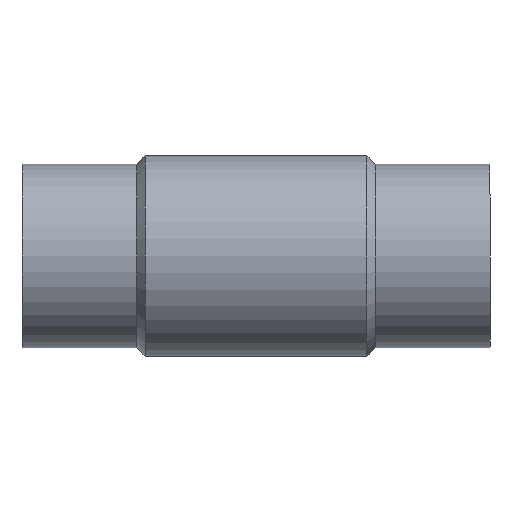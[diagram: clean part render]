
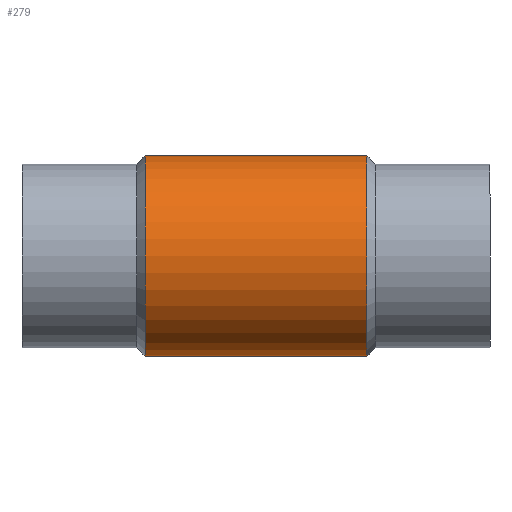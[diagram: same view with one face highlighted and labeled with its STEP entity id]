
A CAD part, front view. The second image highlights one B-rep face of the part: STEP entity #279.
In plain terms, the highlighted cylindrical face has radius 87.3 mm (diameter 174.6 mm), a full revolution.
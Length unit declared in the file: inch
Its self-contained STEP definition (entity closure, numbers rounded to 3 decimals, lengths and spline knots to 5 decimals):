
#55 = EDGE_CURVE ( 'NONE', #420, #420, #178, .T. ) ;
#84 = DIRECTION ( 'NONE',  ( 1., 0., 0. ) ) ;
#92 = CARTESIAN_POINT ( 'NONE',  ( -13.07959, 14.00148, 14.56973 ) ) ;
#100 = VERTEX_POINT ( 'NONE', #336 ) ;
#125 = FACE_OUTER_BOUND ( 'NONE', #233, .T. ) ;
#149 = FACE_BOUND ( 'NONE', #364, .T. ) ;
#178 = CIRCLE ( 'NONE', #439, 3.43701 ) ;
#180 = CARTESIAN_POINT ( 'NONE',  ( -6.20557, 7.12747, 18.00674 ) ) ;
#192 = CARTESIAN_POINT ( 'NONE',  ( -6.20557, 7.12747, 21.44375 ) ) ;
#195 = CIRCLE ( 'NONE', #209, 3.43701 ) ;
#197 = CARTESIAN_POINT ( 'NONE',  ( -6.20557, 7.12747, 21.44375 ) ) ;
#209 = AXIS2_PLACEMENT_3D ( 'NONE', #460, #404, #410 ) ;
#210 = VERTEX_POINT ( 'NONE', #571 ) ;
#233 = EDGE_LOOP ( 'NONE', ( #310 ) ) ;
#247 = CARTESIAN_POINT ( 'NONE',  ( -2.39849, 10.56447, 18.00674 ) ) ;
#263 = VERTEX_POINT ( 'NONE', #457 ) ;
#279 = ADVANCED_FACE ( 'NONE', ( #149, #367, #125 ), #546, .T. ) ;
#291 =( BOUNDED_CURVE ( )  B_SPLINE_CURVE ( 3, ( #197, #659, #92, #519 ),
 .UNSPECIFIED., .F., .F. ) 
 B_SPLINE_CURVE_WITH_KNOTS ( ( 4, 4 ),
 ( 1.5708, 4.71239 ),
 .UNSPECIFIED. ) 
 CURVE ( )  GEOMETRIC_REPRESENTATION_ITEM ( )  RATIONAL_B_SPLINE_CURVE ( ( 1., 0.333, 0.333, 1. ) ) 
 REPRESENTATION_ITEM ( '' )  );
#305 = CARTESIAN_POINT ( 'NONE',  ( 0.66844, 14.00148, 21.44375 ) ) ;
#306 = CARTESIAN_POINT ( 'NONE',  ( -2.39849, 7.12747, 18.00674 ) ) ;
#310 = ORIENTED_EDGE ( 'NONE', *, *, #55, .F. ) ;
#318 = ORIENTED_EDGE ( 'NONE', *, *, #459, .T. ) ;
#336 = CARTESIAN_POINT ( 'NONE',  ( -10.01266, 10.56447, 18.00674 ) ) ;
#345 = ORIENTED_EDGE ( 'NONE', *, *, #416, .T. ) ;
#358 = EDGE_LOOP ( 'NONE', ( #634 ) ) ;
#359 = CARTESIAN_POINT ( 'NONE',  ( 0.66844, 14.00148, 14.56973 ) ) ;
#364 = EDGE_LOOP ( 'NONE', ( #318, #345 ) ) ;
#367 = FACE_OUTER_BOUND ( 'NONE', #358, .T. ) ;
#383 = CARTESIAN_POINT ( 'NONE',  ( -6.20557, 7.12747, 14.56973 ) ) ;
#404 = DIRECTION ( 'NONE',  ( -1., 0., 0. ) ) ;
#410 = DIRECTION ( 'NONE',  ( 0., 1., 0. ) ) ;
#414 = EDGE_CURVE ( 'NONE', #100, #100, #195, .T. ) ;
#416 = EDGE_CURVE ( 'NONE', #263, #210, #602, .T. ) ;
#420 = VERTEX_POINT ( 'NONE', #247 ) ;
#439 = AXIS2_PLACEMENT_3D ( 'NONE', #306, #84, #500 ) ;
#457 = CARTESIAN_POINT ( 'NONE',  ( -6.20557, 7.12747, 14.56973 ) ) ;
#459 = EDGE_CURVE ( 'NONE', #210, #263, #291, .T. ) ;
#460 = CARTESIAN_POINT ( 'NONE',  ( -10.01266, 7.12747, 18.00674 ) ) ;
#500 = DIRECTION ( 'NONE',  ( 0., 1., 0. ) ) ;
#519 = CARTESIAN_POINT ( 'NONE',  ( -6.20557, 7.12747, 14.56973 ) ) ;
#538 = AXIS2_PLACEMENT_3D ( 'NONE', #180, #565, #648 ) ;
#546 = CYLINDRICAL_SURFACE ( 'NONE', #538, 3.43701 ) ;
#565 = DIRECTION ( 'NONE',  ( 1., 0., 0. ) ) ;
#571 = CARTESIAN_POINT ( 'NONE',  ( -6.20557, 7.12747, 21.44375 ) ) ;
#602 =( BOUNDED_CURVE ( )  B_SPLINE_CURVE ( 3, ( #383, #359, #305, #192 ),
 .UNSPECIFIED., .F., .T. ) 
 B_SPLINE_CURVE_WITH_KNOTS ( ( 4, 4 ),
 ( 1.5708, 4.71239 ),
 .UNSPECIFIED. ) 
 CURVE ( )  GEOMETRIC_REPRESENTATION_ITEM ( )  RATIONAL_B_SPLINE_CURVE ( ( 1., 0.333, 0.333, 1. ) ) 
 REPRESENTATION_ITEM ( '' )  );
#634 = ORIENTED_EDGE ( 'NONE', *, *, #414, .F. ) ;
#648 = DIRECTION ( 'NONE',  ( 0., 0., -1. ) ) ;
#659 = CARTESIAN_POINT ( 'NONE',  ( -13.07959, 14.00148, 21.44375 ) ) ;
